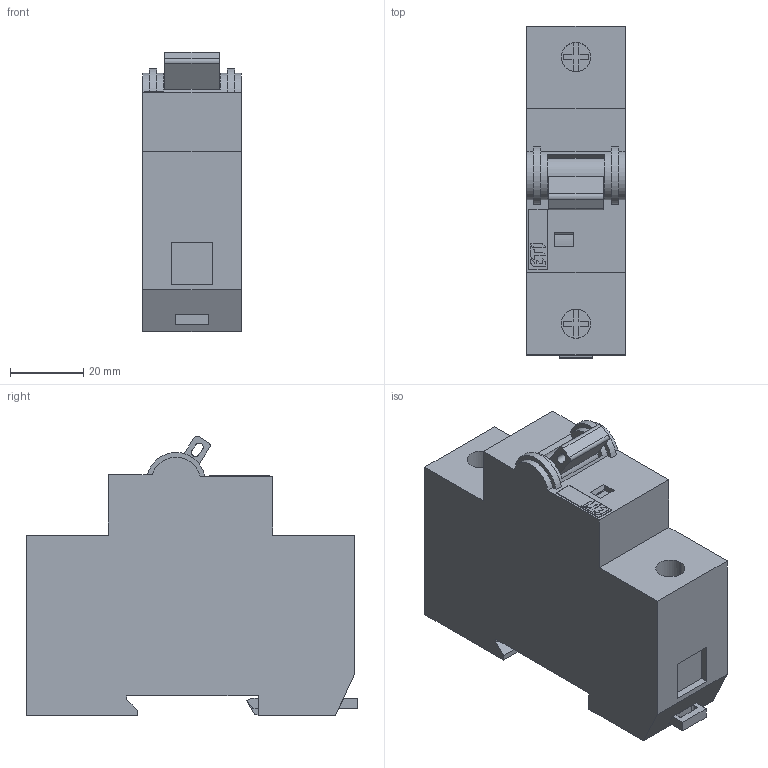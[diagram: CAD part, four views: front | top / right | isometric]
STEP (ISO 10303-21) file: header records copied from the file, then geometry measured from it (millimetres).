
FILE_DESCRIPTION((''),'2;1');
FILE_NAME('ETIMAT10_100A_1P','2017-06-23T',('aljaz.cop'),('Audax d.o.o.'),'CREO PARAMETRIC BY PTC INC, 2015380','CREO PARAMETRIC BY PTC INC, 2015380','');
FILE_SCHEMA(('CONFIG_CONTROL_DESIGN'));
Length unit declared in the file: millimetre
Products named in the file (1): ETIMAT10_100A_1P
Bounding box: 27 x 90.8 x 76.58 mm (x, y, z)
Volume: 134270.4 mm3; surface area: 20490.9 mm2
Topology: 1 solids, 1 shells, 179 faces, 507 edges, 344 vertices
Faces by surface type: plane 130, extrusion 29, cylinder 20
Entity records: 8169 total; most frequent: CARTESIAN_POINT 1555, ORIENTED_EDGE 1014, DIRECTION 850, PRESENTATION_STYLE_ASSIGNMENT 531, STYLED_ITEM 508, CURVE_STYLE 507, EDGE_CURVE 507, VECTOR 406
